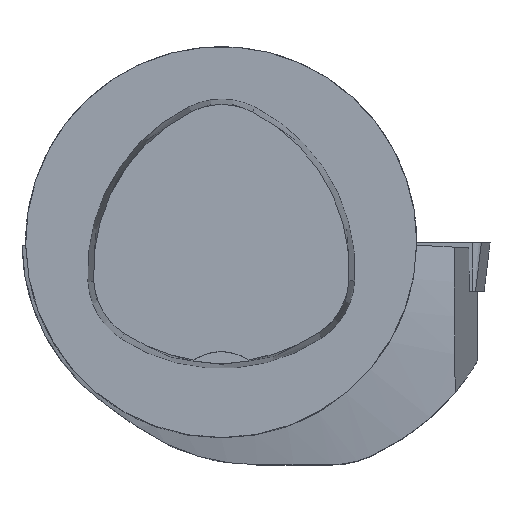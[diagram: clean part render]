
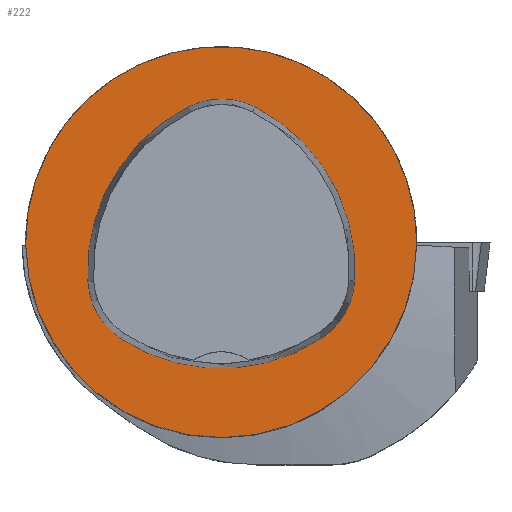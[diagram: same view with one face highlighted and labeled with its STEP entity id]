
A CAD part, top view. The second image highlights one B-rep face of the part: STEP entity #222.
In plain terms, the highlighted planar face has unit normal (0, 0, 1).
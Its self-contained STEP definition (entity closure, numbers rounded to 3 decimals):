
#222=ADVANCED_FACE('',(#438,#439),#266,.T.);
#266=PLANE('',#1251);
#438=FACE_BOUND('',#494,.T.);
#439=FACE_BOUND('',#495,.T.);
#494=EDGE_LOOP('',(#707,#708,#709,#710,#711,#712));
#495=EDGE_LOOP('',(#713));
#707=ORIENTED_EDGE('',*,*,#1021,.F.);
#708=ORIENTED_EDGE('',*,*,#1016,.F.);
#709=ORIENTED_EDGE('',*,*,#1011,.F.);
#710=ORIENTED_EDGE('',*,*,#1008,.F.);
#711=ORIENTED_EDGE('',*,*,#1005,.F.);
#712=ORIENTED_EDGE('',*,*,#1001,.F.);
#713=ORIENTED_EDGE('',*,*,#991,.T.);
#875=VERTEX_POINT('',#1920);
#884=VERTEX_POINT('',#1940);
#885=VERTEX_POINT('',#1941);
#888=VERTEX_POINT('',#1949);
#890=VERTEX_POINT('',#1955);
#892=VERTEX_POINT('',#1961);
#896=VERTEX_POINT('',#1974);
#991=EDGE_CURVE('',#875,#875,#1066,.T.);
#1001=EDGE_CURVE('',#884,#885,#1067,.T.);
#1005=EDGE_CURVE('',#885,#888,#1069,.T.);
#1008=EDGE_CURVE('',#888,#890,#1071,.T.);
#1011=EDGE_CURVE('',#890,#892,#1073,.T.);
#1016=EDGE_CURVE('',#892,#896,#1076,.T.);
#1021=EDGE_CURVE('',#896,#884,#1079,.T.);
#1066=CIRCLE('',#1222,16.);
#1067=CIRCLE('',#1229,15.);
#1069=CIRCLE('',#1232,6.);
#1071=CIRCLE('',#1235,15.);
#1073=CIRCLE('',#1238,6.);
#1076=CIRCLE('',#1242,15.);
#1079=CIRCLE('',#1246,6.);
#1222=AXIS2_PLACEMENT_3D('',#1919,#1450,#1451);
#1229=AXIS2_PLACEMENT_3D('',#1939,#1468,#1469);
#1232=AXIS2_PLACEMENT_3D('',#1948,#1476,#1477);
#1235=AXIS2_PLACEMENT_3D('',#1954,#1483,#1484);
#1238=AXIS2_PLACEMENT_3D('',#1960,#1490,#1491);
#1242=AXIS2_PLACEMENT_3D('',#1973,#1499,#1500);
#1246=AXIS2_PLACEMENT_3D('',#1986,#1508,#1509);
#1251=AXIS2_PLACEMENT_3D('',#1991,#1518,#1519);
#1450=DIRECTION('',(0.,0.,1.));
#1451=DIRECTION('',(1.,0.,0.));
#1468=DIRECTION('',(0.,0.,1.));
#1469=DIRECTION('',(1.,0.,0.));
#1476=DIRECTION('',(0.,0.,1.));
#1477=DIRECTION('',(1.,0.,0.));
#1483=DIRECTION('',(0.,0.,1.));
#1484=DIRECTION('',(1.,0.,0.));
#1490=DIRECTION('',(0.,0.,1.));
#1491=DIRECTION('',(1.,0.,0.));
#1499=DIRECTION('',(0.,0.,1.));
#1500=DIRECTION('',(1.,0.,0.));
#1508=DIRECTION('',(0.,0.,1.));
#1509=DIRECTION('',(1.,0.,0.));
#1518=DIRECTION('',(0.,0.,1.));
#1519=DIRECTION('',(-1.,0.,0.));
#1919=CARTESIAN_POINT('',(0.,0.,0.));
#1920=CARTESIAN_POINT('',(16.,0.,0.));
#1939=CARTESIAN_POINT('',(-4.048,-2.316,0.));
#1940=CARTESIAN_POINT('',(10.926,-3.206,0.));
#1941=CARTESIAN_POINT('',(2.774,11.043,0.));
#1948=CARTESIAN_POINT('',(0.045,5.7,0.));
#1949=CARTESIAN_POINT('',(-2.638,11.066,0.));
#1954=CARTESIAN_POINT('',(4.07,-2.35,0.));
#1955=CARTESIAN_POINT('',(-10.903,-3.249,0.));
#1960=CARTESIAN_POINT('',(-4.914,-2.889,0.));
#1961=CARTESIAN_POINT('',(-8.177,-7.924,0.));
#1973=CARTESIAN_POINT('',(-0.019,4.663,0.));
#1974=CARTESIAN_POINT('',(8.24,-7.859,0.));
#1986=CARTESIAN_POINT('',(4.936,-2.85,0.));
#1991=CARTESIAN_POINT('',(0.,0.,0.));
